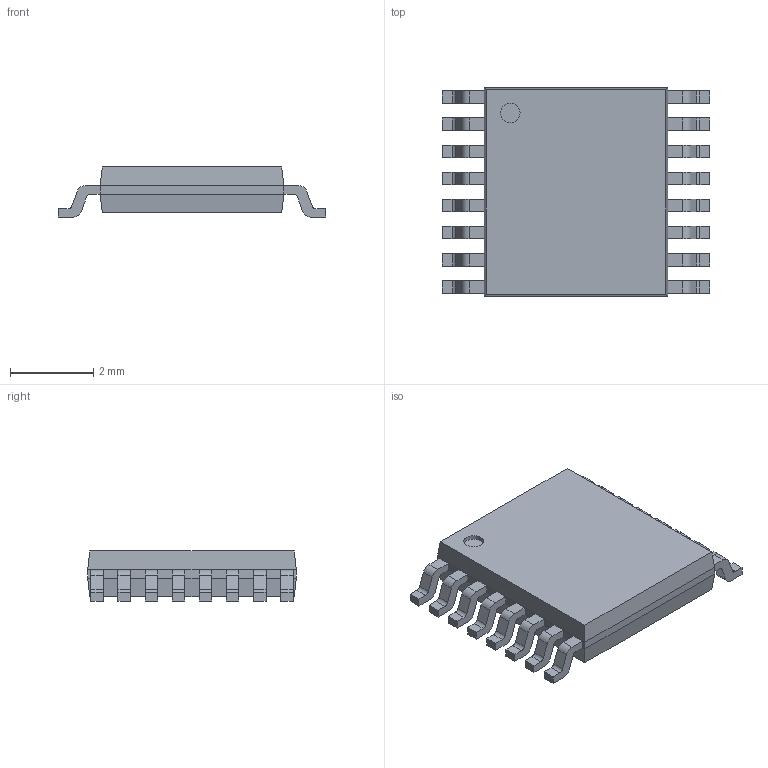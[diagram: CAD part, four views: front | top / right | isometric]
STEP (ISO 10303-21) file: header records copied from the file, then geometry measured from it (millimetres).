
FILE_DESCRIPTION(('FreeCAD Model'),'2;1');
FILE_NAME('tssop16.stp', '2015-12-05T15:20:59',('Author'),(''), 'Open CASCADE STEP processor 6.7','FreeCAD','Unknown');
FILE_SCHEMA(('AUTOMOTIVE_DESIGN_CC2 { 1 2 10303 214 -1 1 5 4 }'));
Length unit declared in the file: millimetre
Products named in the file (4): ASSEMBLY; Pocket; Array_(Mirror_#1); Array
Assembly tree (3 placements, depth 2):
  ASSEMBLY
    Pocket
    Array_(Mirror_#1)
    Array
Bounding box: 6.4 x 5 x 1.2 mm (x, y, z)
Volume: 25.2 mm3; surface area: 87.3 mm2
Topology: 17 solids, 17 shells, 240 faces, 607 edges, 402 vertices
Faces by surface type: plane 175, cylinder 65
Full cylindrical faces by diameter (mm): 0.469 x1
Entity records: 15557 total; most frequent: CARTESIAN_POINT 2857, DIRECTION 2374, LINE 1561, VECTOR 1561, ORIENTED_EDGE 1214, PCURVE 1214, DEFINITIONAL_REPRESENTATION 1214, EDGE_CURVE 607
